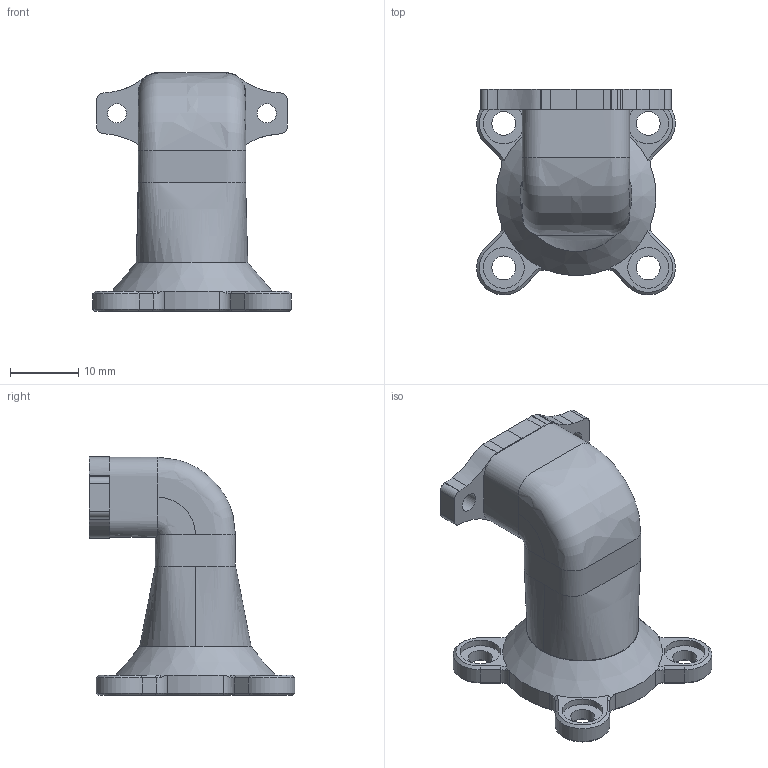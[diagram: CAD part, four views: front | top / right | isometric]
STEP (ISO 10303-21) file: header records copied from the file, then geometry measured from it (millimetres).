
FILE_DESCRIPTION(/* description */ (''),/* implementation_level */ '2;1');
FILE_NAME(/* name */ 'Muffler 90 degrees extension for VZ Tube-Mount.step',/* time_stamp */ '2025-08-25T17:46:54+02:00',/* author */ (''),/* organization */ (''),/* preprocessor_version */ 'ST-DEVELOPER v20.1',/* originating_system */ 'Autodesk Translation Framework v14.10.0.0',/* authorisation */ '');
FILE_SCHEMA (('AUTOMOTIVE_DESIGN { 1 0 10303 214 3 1 1 }'));
Length unit declared in the file: millimetre
Products named in the file (3): Mammoth_Muffler_CPAP_CPAP-Elec.; CPAP tube mount; Komponente95
Assembly tree (2 placements, depth 2):
  Mammoth_Muffler_CPAP_CPAP-Elec.
    CPAP tube mount
    Komponente95
Bounding box: 29.18 x 30.19 x 35.1 mm (x, y, z)
Volume: 3343.6 mm3; surface area: 5354.1 mm2
Topology: 1 solids, 1 shells, 163 faces, 431 edges, 274 vertices
Faces by surface type: plane 50, bspline 43, cone 35, cylinder 34, torus 1
Full cylindrical faces by diameter (mm): 2.8 x2, 3.5 x4, 6 x4, 13.948 x1, 20.5 x1
Entity records: 19050 total; most frequent: CARTESIAN_POINT 15171, ORIENTED_EDGE 858, DIRECTION 728, EDGE_CURVE 429, AXIS2_PLACEMENT_3D 276, VERTEX_POINT 274, EDGE_LOOP 183, LINE 176
